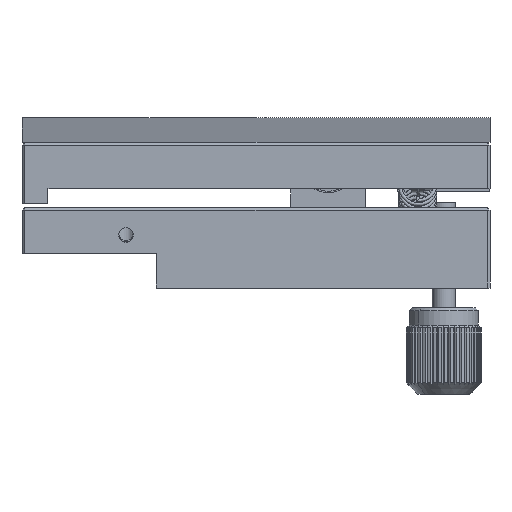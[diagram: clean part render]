
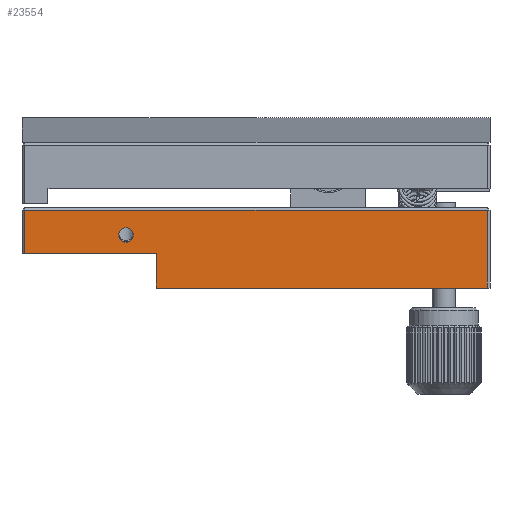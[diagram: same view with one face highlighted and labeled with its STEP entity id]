
A CAD part, front view. The second image highlights one B-rep face of the part: STEP entity #23554.
In plain terms, the highlighted planar face has unit normal (0, -1, 0).
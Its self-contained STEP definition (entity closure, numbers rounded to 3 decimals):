
#211 = AXIS2_PLACEMENT_3D ( 'NONE', #2922, #27441, #24593 ) ;
#665 = VERTEX_POINT ( 'NONE', #8077 ) ;
#668 = ORIENTED_EDGE ( 'NONE', *, *, #30694, .T. ) ;
#1194 = LINE ( 'NONE', #2582, #23137 ) ;
#1353 = EDGE_LOOP ( 'NONE', ( #23759, #17680 ) ) ;
#1382 = VECTOR ( 'NONE', #18972, 1000. ) ;
#1937 = PLANE ( 'NONE',  #211 ) ;
#2152 = ORIENTED_EDGE ( 'NONE', *, *, #15344, .F. ) ;
#2422 = AXIS2_PLACEMENT_3D ( 'NONE', #15921, #24569, #8078 ) ;
#2582 = CARTESIAN_POINT ( 'NONE',  ( -10.043, -31.441, -2.196 ) ) ;
#2922 = CARTESIAN_POINT ( 'NONE',  ( -33.243, -31.441, 5.804 ) ) ;
#3219 = CARTESIAN_POINT ( 'NONE',  ( -10.043, -31.441, -8.196 ) ) ;
#3359 = VERTEX_POINT ( 'NONE', #31730 ) ;
#3501 = DIRECTION ( 'NONE',  ( 0., 0., 1. ) ) ;
#3682 = ORIENTED_EDGE ( 'NONE', *, *, #33195, .F. ) ;
#3872 = LINE ( 'NONE', #23232, #10767 ) ;
#4096 = EDGE_LOOP ( 'NONE', ( #20144, #10093, #2152, #3682, #668, #16968 ) ) ;
#4469 = CIRCLE ( 'NONE', #2422, 1.25 ) ;
#4846 = VERTEX_POINT ( 'NONE', #10237 ) ;
#5058 = VERTEX_POINT ( 'NONE', #5625 ) ;
#5625 = CARTESIAN_POINT ( 'NONE',  ( 47.257, -31.441, 5.304 ) ) ;
#5829 = VECTOR ( 'NONE', #16612, 1000. ) ;
#6362 = VERTEX_POINT ( 'NONE', #3219 ) ;
#7730 = CARTESIAN_POINT ( 'NONE',  ( -33.243, -31.441, -8.196 ) ) ;
#8077 = CARTESIAN_POINT ( 'NONE',  ( -15.243, -31.441, 2.254 ) ) ;
#8078 = DIRECTION ( 'NONE',  ( 0., 0., -1. ) ) ;
#8117 = DIRECTION ( 'NONE',  ( 0., 0., 1. ) ) ;
#8639 = LINE ( 'NONE', #7730, #12998 ) ;
#9126 = LINE ( 'NONE', #35371, #1382 ) ;
#9736 = LINE ( 'NONE', #32902, #5829 ) ;
#10093 = ORIENTED_EDGE ( 'NONE', *, *, #27397, .T. ) ;
#10237 = CARTESIAN_POINT ( 'NONE',  ( -32.743, -31.441, -2.196 ) ) ;
#10767 = VECTOR ( 'NONE', #23351, 1000. ) ;
#11506 = LINE ( 'NONE', #33861, #30371 ) ;
#11644 = CARTESIAN_POINT ( 'NONE',  ( -15.243, -31.441, 1.004 ) ) ;
#12998 = VECTOR ( 'NONE', #31979, 1000. ) ;
#14379 = EDGE_CURVE ( 'NONE', #3359, #5058, #11506, .T. ) ;
#14401 = DIRECTION ( 'NONE',  ( 0., 0., -1. ) ) ;
#15344 = EDGE_CURVE ( 'NONE', #28478, #4846, #9736, .T. ) ;
#15921 = CARTESIAN_POINT ( 'NONE',  ( -15.243, -31.441, 1.004 ) ) ;
#16612 = DIRECTION ( 'NONE',  ( -1., 0., 0. ) ) ;
#16968 = ORIENTED_EDGE ( 'NONE', *, *, #14379, .T. ) ;
#17680 = ORIENTED_EDGE ( 'NONE', *, *, #24997, .F. ) ;
#17892 = FACE_BOUND ( 'NONE', #1353, .T. ) ;
#18238 = EDGE_CURVE ( 'NONE', #27235, #665, #4469, .T. ) ;
#18972 = DIRECTION ( 'NONE',  ( -1., 0., 0. ) ) ;
#19046 = CIRCLE ( 'NONE', #19573, 1.25 ) ;
#19133 = EDGE_CURVE ( 'NONE', #5058, #29600, #9126, .T. ) ;
#19479 = CARTESIAN_POINT ( 'NONE',  ( -32.743, -31.441, 5.304 ) ) ;
#19573 = AXIS2_PLACEMENT_3D ( 'NONE', #11644, #30331, #14401 ) ;
#19660 = CARTESIAN_POINT ( 'NONE',  ( -10.043, -31.441, -2.196 ) ) ;
#20144 = ORIENTED_EDGE ( 'NONE', *, *, #19133, .T. ) ;
#23137 = VECTOR ( 'NONE', #8117, 1000. ) ;
#23232 = CARTESIAN_POINT ( 'NONE',  ( -32.743, -31.441, 5.804 ) ) ;
#23351 = DIRECTION ( 'NONE',  ( 0., 0., -1. ) ) ;
#23554 = ADVANCED_FACE ( 'NONE', ( #17892, #24337 ), #1937, .F. ) ;
#23759 = ORIENTED_EDGE ( 'NONE', *, *, #18238, .F. ) ;
#24337 = FACE_OUTER_BOUND ( 'NONE', #4096, .T. ) ;
#24569 = DIRECTION ( 'NONE',  ( 0., -1., 0. ) ) ;
#24593 = DIRECTION ( 'NONE',  ( -1., 0., 0. ) ) ;
#24997 = EDGE_CURVE ( 'NONE', #665, #27235, #19046, .T. ) ;
#27235 = VERTEX_POINT ( 'NONE', #33719 ) ;
#27397 = EDGE_CURVE ( 'NONE', #29600, #4846, #3872, .T. ) ;
#27441 = DIRECTION ( 'NONE',  ( 0., 1., 0. ) ) ;
#28478 = VERTEX_POINT ( 'NONE', #19660 ) ;
#29600 = VERTEX_POINT ( 'NONE', #19479 ) ;
#30331 = DIRECTION ( 'NONE',  ( 0., -1., 0. ) ) ;
#30371 = VECTOR ( 'NONE', #3501, 1000. ) ;
#30694 = EDGE_CURVE ( 'NONE', #6362, #3359, #8639, .T. ) ;
#31730 = CARTESIAN_POINT ( 'NONE',  ( 47.257, -31.441, -8.196 ) ) ;
#31979 = DIRECTION ( 'NONE',  ( 1., 0., 0. ) ) ;
#32902 = CARTESIAN_POINT ( 'NONE',  ( -33.243, -31.441, -2.196 ) ) ;
#33195 = EDGE_CURVE ( 'NONE', #6362, #28478, #1194, .T. ) ;
#33719 = CARTESIAN_POINT ( 'NONE',  ( -15.243, -31.441, -0.246 ) ) ;
#33861 = CARTESIAN_POINT ( 'NONE',  ( 47.257, -31.441, 5.804 ) ) ;
#35371 = CARTESIAN_POINT ( 'NONE',  ( -33.243, -31.441, 5.304 ) ) ;
